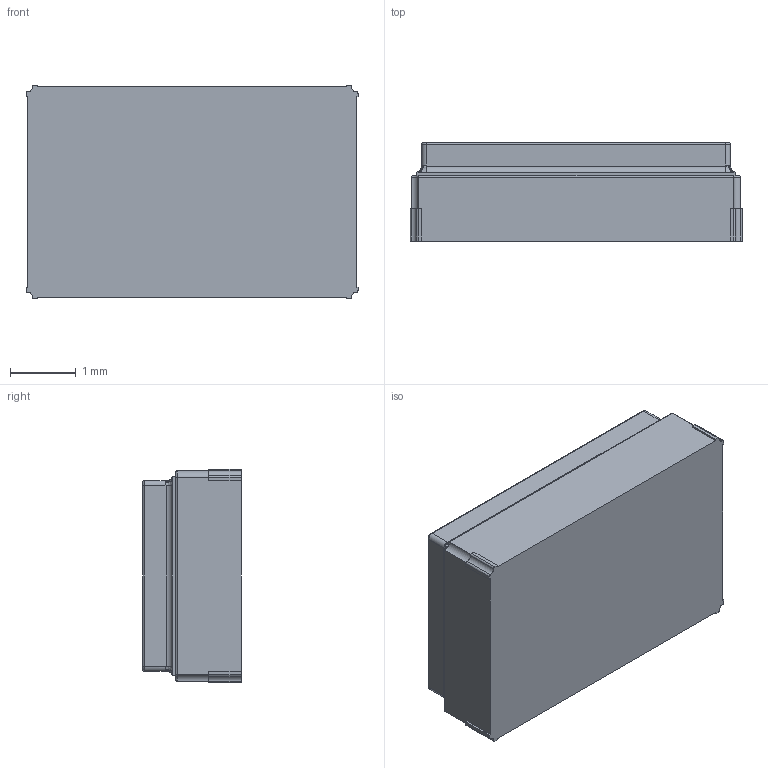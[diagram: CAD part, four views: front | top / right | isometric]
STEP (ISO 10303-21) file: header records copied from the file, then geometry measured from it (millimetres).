
FILE_DESCRIPTION (( 'STEP AP214' ), '1' );
FILE_NAME ('FOX924.STEP', '2016-01-06T20:50:40', ( '' ), ( '' ), 'SwSTEP 2.0', 'SolidWorks 2015', '' );
FILE_SCHEMA (( 'AUTOMOTIVE_DESIGN' ));
Length unit declared in the file: millimetre
Products named in the file (1): FOX924
Bounding box: 5.05 x 1.5 x 3.25 mm (x, y, z)
Volume: 22.9 mm3; surface area: 55.1 mm2
Topology: 1 solids, 1 shells, 94 faces, 244 edges, 152 vertices
Faces by surface type: plane 42, cylinder 32, torus 12, bspline 8
Entity records: 3955 total; most frequent: CARTESIAN_POINT 837, ORIENTED_EDGE 488, DIRECTION 474, EDGE_CURVE 244, AXIS2_PLACEMENT_3D 167, VERTEX_POINT 152, LINE 140, VECTOR 140
